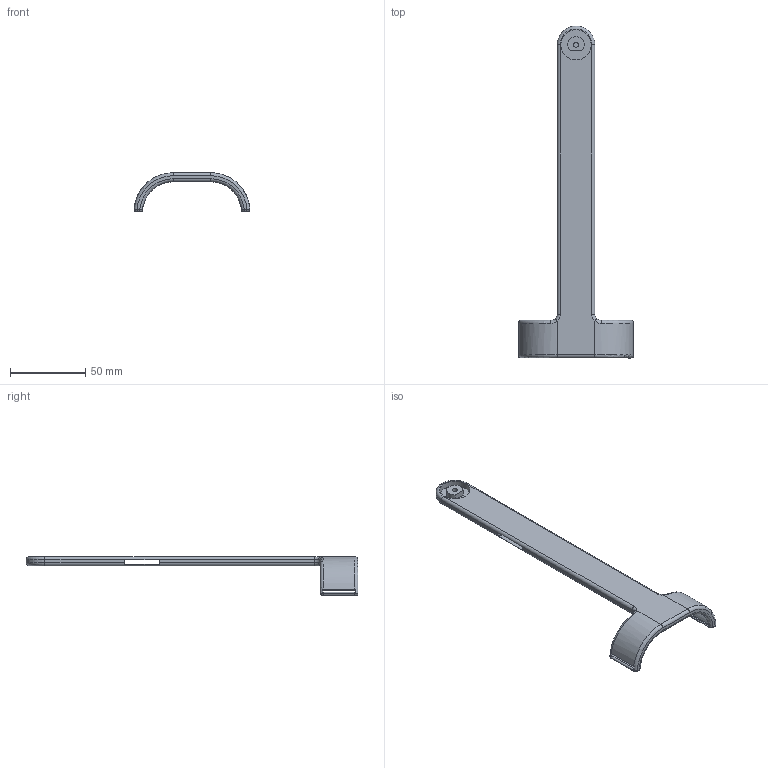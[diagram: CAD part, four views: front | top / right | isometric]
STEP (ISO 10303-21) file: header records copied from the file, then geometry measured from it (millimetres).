
FILE_DESCRIPTION(/* description */ (''),/* implementation_level */ '2;1');
FILE_NAME(/* name */ 'Forearm v22.step',/* time_stamp */ '2024-04-16T13:17:39-04:00',/* author */ (''),/* organization */ (''),/* preprocessor_version */ 'ST-DEVELOPER v20',/* originating_system */ 'Autodesk Translation Framework v12.20.1.177',/* authorisation */ '');
FILE_SCHEMA (('AUTOMOTIVE_DESIGN { 1 0 10303 214 3 1 1 }'));
Length unit declared in the file: millimetre
Products named in the file (1): Forearm
Bounding box: 77.02 x 220.5 x 25.63 mm (x, y, z)
Volume: 39136.5 mm3; surface area: 19100.7 mm2
Topology: 1 solids, 1 shells, 89 faces, 222 edges, 132 vertices
Faces by surface type: cylinder 28, plane 27, bspline 20, torus 14
Full cylindrical faces by diameter (mm): 3.332 x1, 20.127 x1
Entity records: 3123 total; most frequent: CARTESIAN_POINT 1072, ORIENTED_EDGE 444, DIRECTION 396, EDGE_CURVE 222, AXIS2_PLACEMENT_3D 160, VERTEX_POINT 132, EDGE_LOOP 92, CIRCLE 90
